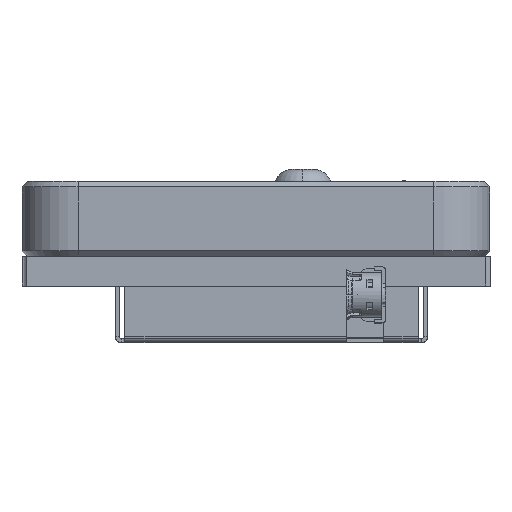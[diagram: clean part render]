
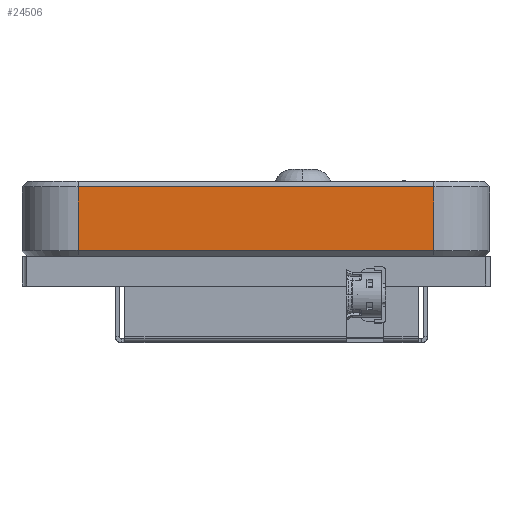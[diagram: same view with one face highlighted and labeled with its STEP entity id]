
A CAD part, top view. The second image highlights one B-rep face of the part: STEP entity #24506.
In plain terms, the highlighted planar face has unit normal (0, 0, 1).
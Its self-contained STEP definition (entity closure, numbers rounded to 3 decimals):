
#999 = DIRECTION ( 'NONE',  ( 0., 1., 0. ) ) ;
#1570 = CARTESIAN_POINT ( 'NONE',  ( 12.5, 0.3, 12.5 ) ) ;
#2000 = ORIENTED_EDGE ( 'NONE', *, *, #29589, .T. ) ;
#2328 = VECTOR ( 'NONE', #21374, 1000. ) ;
#3950 = AXIS2_PLACEMENT_3D ( 'NONE', #19714, #22035, #4455 ) ;
#4455 = DIRECTION ( 'NONE',  ( -1., 0., 0. ) ) ;
#4589 = VECTOR ( 'NONE', #21717, 1000. ) ;
#5923 = CARTESIAN_POINT ( 'NONE',  ( 9.5, 4., 12.5 ) ) ;
#6940 = ORIENTED_EDGE ( 'NONE', *, *, #14974, .T. ) ;
#9088 = VECTOR ( 'NONE', #999, 1000. ) ;
#9242 = ORIENTED_EDGE ( 'NONE', *, *, #14930, .T. ) ;
#9341 = LINE ( 'NONE', #1570, #4589 ) ;
#9496 = LINE ( 'NONE', #26306, #2328 ) ;
#10166 = VECTOR ( 'NONE', #23805, 1000. ) ;
#11585 = CARTESIAN_POINT ( 'NONE',  ( -9.5, 3.7, 12.5 ) ) ;
#13188 = EDGE_CURVE ( 'NONE', #14043, #14516, #9341, .T. ) ;
#14043 = VERTEX_POINT ( 'NONE', #15236 ) ;
#14516 = VERTEX_POINT ( 'NONE', #19187 ) ;
#14930 = EDGE_CURVE ( 'NONE', #14516, #27541, #20670, .T. ) ;
#14974 = EDGE_CURVE ( 'NONE', #27541, #15892, #9496, .T. ) ;
#15236 = CARTESIAN_POINT ( 'NONE',  ( -9.5, 0.3, 12.5 ) ) ;
#15322 = ORIENTED_EDGE ( 'NONE', *, *, #13188, .T. ) ;
#15458 = FACE_OUTER_BOUND ( 'NONE', #17795, .T. ) ;
#15892 = VERTEX_POINT ( 'NONE', #11585 ) ;
#17162 = PLANE ( 'NONE',  #3950 ) ;
#17795 = EDGE_LOOP ( 'NONE', ( #2000, #15322, #9242, #6940 ) ) ;
#19187 = CARTESIAN_POINT ( 'NONE',  ( 9.5, 0.3, 12.5 ) ) ;
#19714 = CARTESIAN_POINT ( 'NONE',  ( 12.5, 4., 12.5 ) ) ;
#20670 = LINE ( 'NONE', #5923, #9088 ) ;
#20976 = CARTESIAN_POINT ( 'NONE',  ( 9.5, 3.7, 12.5 ) ) ;
#21237 = CARTESIAN_POINT ( 'NONE',  ( -9.5, 4., 12.5 ) ) ;
#21374 = DIRECTION ( 'NONE',  ( -1., 0., 0. ) ) ;
#21717 = DIRECTION ( 'NONE',  ( 1., 0., 0. ) ) ;
#22035 = DIRECTION ( 'NONE',  ( 0., 0., -1. ) ) ;
#23805 = DIRECTION ( 'NONE',  ( 0., -1., 0. ) ) ;
#24506 = ADVANCED_FACE ( 'NONE', ( #15458 ), #17162, .F. ) ;
#26306 = CARTESIAN_POINT ( 'NONE',  ( -9.5, 3.7, 12.5 ) ) ;
#27318 = LINE ( 'NONE', #21237, #10166 ) ;
#27541 = VERTEX_POINT ( 'NONE', #20976 ) ;
#29589 = EDGE_CURVE ( 'NONE', #15892, #14043, #27318, .T. ) ;
